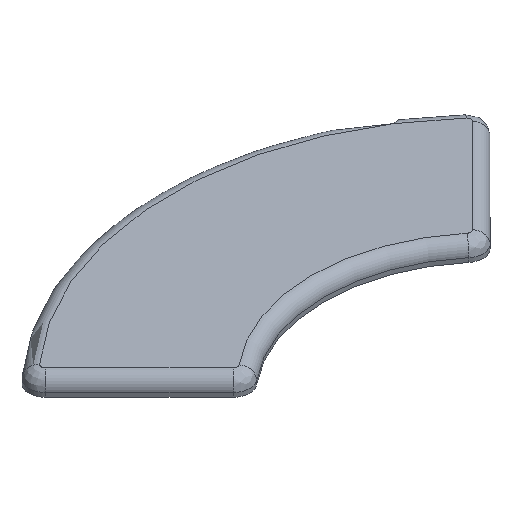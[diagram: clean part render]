
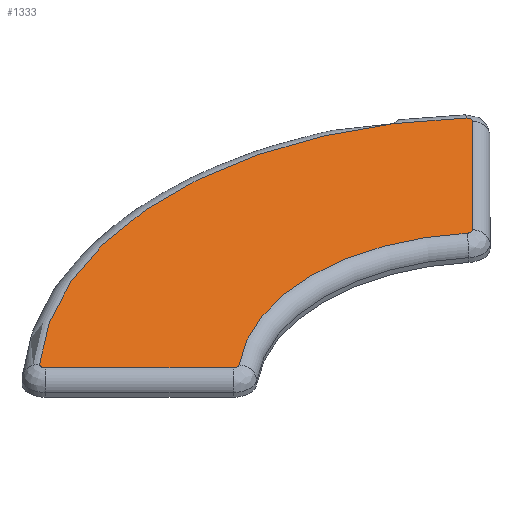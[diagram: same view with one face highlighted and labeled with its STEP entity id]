
A CAD part, isometric view. The second image highlights one B-rep face of the part: STEP entity #1333.
In plain terms, the highlighted planar face has unit normal (0, 0, 1).
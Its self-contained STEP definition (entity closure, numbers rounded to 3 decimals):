
#61=CIRCLE('',#1396,77.);
#64=CIRCLE('',#1399,1.);
#65=CIRCLE('',#1400,1.);
#68=CIRCLE('',#1404,43.);
#113=CIRCLE('',#1486,1.);
#114=CIRCLE('',#1487,1.);
#187=FACE_OUTER_BOUND('',#267,.T.);
#267=EDGE_LOOP('',(#1139,#1140,#1141,#1142,#1143,#1144,#1145,#1146));
#382=LINE('',#2810,#470);
#383=LINE('',#2813,#471);
#470=VECTOR('',#1812,1000.);
#471=VECTOR('',#1815,1000.);
#581=VERTEX_POINT('',#2176);
#584=VERTEX_POINT('',#2262);
#585=VERTEX_POINT('',#2361);
#588=VERTEX_POINT('',#2376);
#589=VERTEX_POINT('',#2459);
#592=VERTEX_POINT('',#2466);
#639=VERTEX_POINT('',#2808);
#640=VERTEX_POINT('',#2811);
#721=EDGE_CURVE('',#581,#584,#61,.T.);
#724=EDGE_CURVE('',#585,#581,#64,.T.);
#726=EDGE_CURVE('',#589,#588,#65,.T.);
#730=EDGE_CURVE('',#588,#592,#68,.F.);
#820=EDGE_CURVE('',#584,#639,#113,.T.);
#821=EDGE_CURVE('',#639,#589,#382,.T.);
#822=EDGE_CURVE('',#592,#640,#114,.T.);
#823=EDGE_CURVE('',#640,#585,#383,.T.);
#1139=ORIENTED_EDGE('',*,*,#721,.T.);
#1140=ORIENTED_EDGE('',*,*,#820,.T.);
#1141=ORIENTED_EDGE('',*,*,#821,.T.);
#1142=ORIENTED_EDGE('',*,*,#726,.T.);
#1143=ORIENTED_EDGE('',*,*,#730,.T.);
#1144=ORIENTED_EDGE('',*,*,#822,.T.);
#1145=ORIENTED_EDGE('',*,*,#823,.T.);
#1146=ORIENTED_EDGE('',*,*,#724,.T.);
#1272=PLANE('',#1485);
#1333=ADVANCED_FACE('',(#187),#1272,.T.);
#1396=AXIS2_PLACEMENT_3D('',#2345,#1601,#1602);
#1399=AXIS2_PLACEMENT_3D('',#2365,#1607,#1608);
#1400=AXIS2_PLACEMENT_3D('',#2460,#1609,#1610);
#1404=AXIS2_PLACEMENT_3D('',#2549,#1617,#1618);
#1485=AXIS2_PLACEMENT_3D('',#2807,#1808,#1809);
#1486=AXIS2_PLACEMENT_3D('',#2809,#1810,#1811);
#1487=AXIS2_PLACEMENT_3D('',#2812,#1813,#1814);
#1601=DIRECTION('center_axis',(0.,0.,
1.));
#1602=DIRECTION('ref_axis',(1.,0.,0.));
#1607=DIRECTION('center_axis',(0.,0.,
1.));
#1608=DIRECTION('ref_axis',(1.,0.,0.));
#1609=DIRECTION('center_axis',(0.,0.,
1.));
#1610=DIRECTION('ref_axis',(1.,0.,0.));
#1617=DIRECTION('center_axis',(0.,0.,
1.));
#1618=DIRECTION('ref_axis',(1.,0.,0.));
#1808=DIRECTION('center_axis',(0.,0.,
1.));
#1809=DIRECTION('ref_axis',(1.,0.,0.));
#1810=DIRECTION('center_axis',(0.,0.,
1.));
#1811=DIRECTION('ref_axis',(1.,0.,0.));
#1812=DIRECTION('',(0.707,-0.707,0.));
#1813=DIRECTION('center_axis',(0.,0.,
1.));
#1814=DIRECTION('ref_axis',(1.,0.,0.));
#1815=DIRECTION('',(0.707,0.707,0.));
#2176=CARTESIAN_POINT('',(51.512,-2.768,4.));
#2262=CARTESIAN_POINT('',(-51.501,-2.758,4.));
#2345=CARTESIAN_POINT('Origin',(0.,-60.,4.));
#2361=CARTESIAN_POINT('',(51.544,-4.213,4.));
#2365=CARTESIAN_POINT('Origin',(50.837,-3.506,4.));
#2376=CARTESIAN_POINT('',(-27.52,-26.96,4.));
#2459=CARTESIAN_POINT('',(-28.863,-26.895,4.));
#2460=CARTESIAN_POINT('Origin',(-28.155,-26.188,4.));
#2466=CARTESIAN_POINT('',(27.52,-26.96,4.));
#2549=CARTESIAN_POINT('Origin',(0.,-60.,4.));
#2807=CARTESIAN_POINT('Origin',(0.,-60.,4.));
#2808=CARTESIAN_POINT('',(-51.544,-4.213,4.));
#2809=CARTESIAN_POINT('Origin',(-50.837,-3.506,4.));
#2810=CARTESIAN_POINT('',(2.121,-57.879,4.));
#2811=CARTESIAN_POINT('',(28.863,-26.895,4.));
#2812=CARTESIAN_POINT('Origin',(28.155,-26.188,4.));
#2813=CARTESIAN_POINT('',(-2.121,-57.879,4.));
